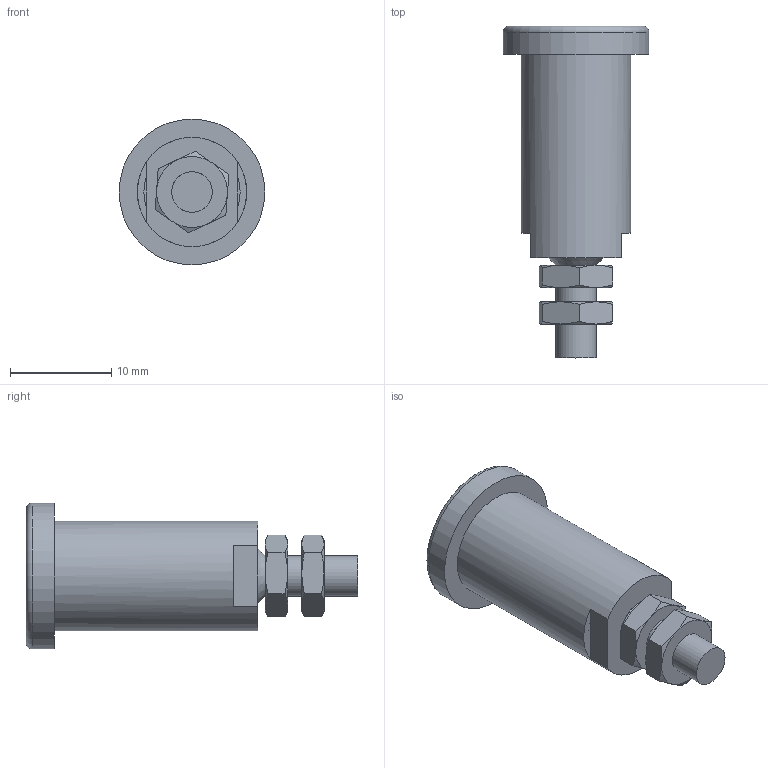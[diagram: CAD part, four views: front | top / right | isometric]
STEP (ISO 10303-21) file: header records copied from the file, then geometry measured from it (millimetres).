
FILE_DESCRIPTION (( 'STEP AP214' ), '1' );
FILE_NAME ('Douille banane noir.STEP', '2024-01-16T12:40:42', ( '' ), ( '' ), 'SwSTEP 2.0', 'SolidWorks 2020', '' );
FILE_SCHEMA (( 'AUTOMOTIVE_DESIGN' ));
Length unit declared in the file: inch
Products named in the file (1): Douille banane noir
Bounding box: 14.4 x 32.77 x 14.4 mm (x, y, z)
Volume: 1472.2 mm3; surface area: 2875.7 mm2
Topology: 4 solids, 4 shells, 106 faces, 233 edges, 140 vertices
Faces by surface type: cone 49, plane 29, cylinder 27, torus 1
Full cylindrical faces by diameter (mm): 3.441 x4, 3.94 x1, 4 x7, 5 x1, 5.5 x2, 6.6 x1, 9.5 x1, 10.8 x1, 14.4 x1
Entity records: 3777 total; most frequent: CARTESIAN_POINT 1411, DIRECTION 390, ORIENTED_EDGE 372, EDGE_CURVE 186, AXIS2_PLACEMENT_3D 185, EDGE_LOOP 146, FACE_OUTER_BOUND 126, VERTEX_POINT 122
